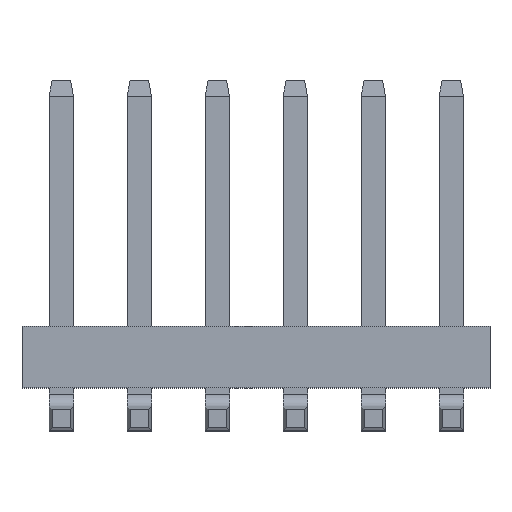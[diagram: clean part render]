
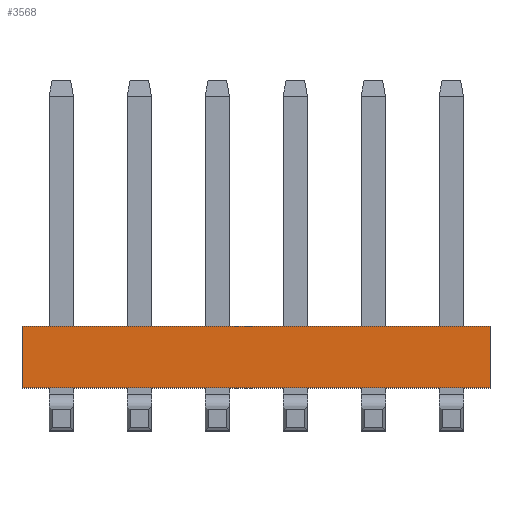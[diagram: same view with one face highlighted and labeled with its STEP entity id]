
A CAD part, top view. The second image highlights one B-rep face of the part: STEP entity #3568.
In plain terms, the highlighted planar face has unit normal (0, 0, 1).
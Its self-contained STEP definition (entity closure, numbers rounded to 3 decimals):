
#5=DIRECTION('',(1.,0.,0.));
#6=VECTOR('',#5,7.62);
#7=CARTESIAN_POINT('',(-3.81,0.,1.7));
#8=LINE('',#7,#6);
#217=DIRECTION('',(0.,1.,0.));
#218=VECTOR('',#217,1.);
#219=CARTESIAN_POINT('',(3.81,0.,1.7));
#220=LINE('',#219,#218);
#221=DIRECTION('',(0.,1.,0.));
#222=VECTOR('',#221,1.);
#223=CARTESIAN_POINT('',(-3.81,0.,1.7));
#224=LINE('',#223,#222);
#237=DIRECTION('',(1.,0.,0.));
#238=VECTOR('',#237,7.62);
#239=CARTESIAN_POINT('',(-3.81,1.,1.7));
#240=LINE('',#239,#238);
#2594=CARTESIAN_POINT('',(-3.81,0.,1.7));
#2596=VERTEX_POINT('',#2594);
#2597=CARTESIAN_POINT('',(3.81,0.,1.7));
#2598=VERTEX_POINT('',#2597);
#2602=CARTESIAN_POINT('',(-3.81,1.,1.7));
#2604=VERTEX_POINT('',#2602);
#2605=CARTESIAN_POINT('',(3.81,1.,1.7));
#2606=VERTEX_POINT('',#2605);
#3556=CARTESIAN_POINT('',(-3.81,0.,1.7));
#3557=DIRECTION('',(0.,0.,1.));
#3558=DIRECTION('',(1.,0.,0.));
#3559=AXIS2_PLACEMENT_3D('',#3556,#3557,#3558);
#3560=PLANE('',#3559);
#3561=ORIENTED_EDGE('',*,*,#3384,.F.);
#3562=ORIENTED_EDGE('',*,*,#3523,.T.);
#3564=ORIENTED_EDGE('',*,*,#3563,.T.);
#3565=ORIENTED_EDGE('',*,*,#3548,.F.);
#3566=EDGE_LOOP('',(#3561,#3562,#3564,#3565));
#3567=FACE_OUTER_BOUND('',#3566,.F.);
#3384=EDGE_CURVE('',#2596,#2598,#8,.T.);
#3523=EDGE_CURVE('',#2596,#2604,#224,.T.);
#3548=EDGE_CURVE('',#2598,#2606,#220,.T.);
#3563=EDGE_CURVE('',#2604,#2606,#240,.T.);
#3568=ADVANCED_FACE('',(#3567),#3560,.T.);
